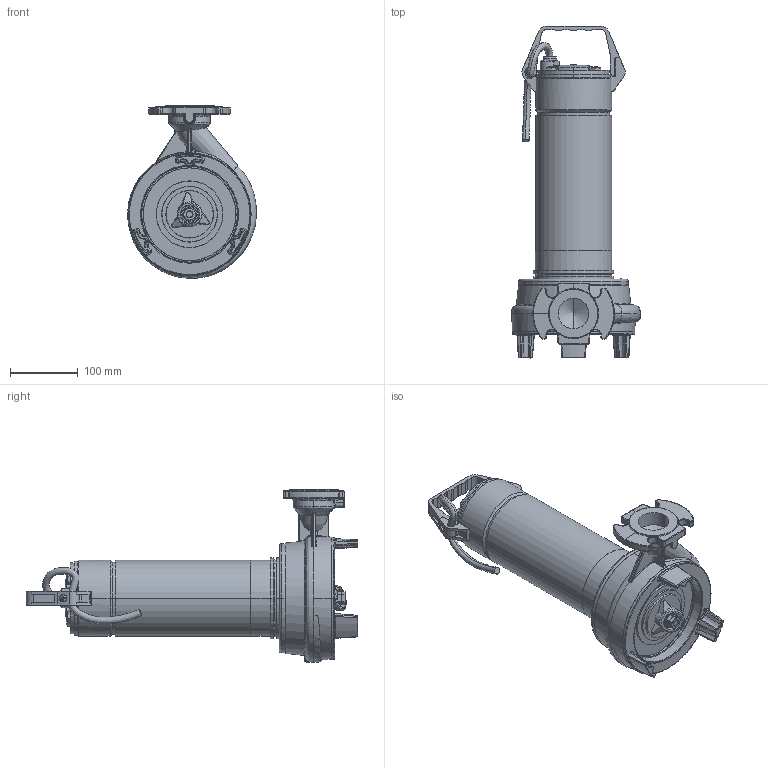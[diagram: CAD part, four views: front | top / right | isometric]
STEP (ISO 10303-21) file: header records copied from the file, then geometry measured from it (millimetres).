
FILE_DESCRIPTION (( 'STEP AP214' ), '1' );
FILE_NAME ('4_93_436_01_REV00.step', '2022-04-28T07:30:04', ( '' ), ( '' ), 'SwSTEP 2.0', 'SolidWorks 2020', '' );
FILE_SCHEMA (( 'AUTOMOTIVE_DESIGN' ));
Length unit declared in the file: millimetre
Products named in the file (3): Copia di Copia di Coperchio motore^4_93_436_01_REV00; 4_93_436_01_REV00; Copia di 151031^4_93_436_01_REV00
Assembly tree (2 placements, depth 2):
  4_93_436_01_REV00
    Copia di 151031^4_93_436_01_REV00
    Copia di Copia di Coperchio motore^4_93_436_01_REV00
Bounding box: 189.74 x 488.7 x 254.49 mm (x, y, z)
Volume: 5145153.4 mm3; surface area: 452956.4 mm2
Topology: 25 solids, 25 shells, 1377 faces, 3436 edges, 2125 vertices
Faces by surface type: plane 458, bspline 392, cylinder 318, cone 180, torus 15, sphere 14
Entity records: 159840 total; most frequent: CARTESIAN_POINT 130199, ORIENTED_EDGE 6808, DIRECTION 4817, EDGE_CURVE 3404, VERTEX_POINT 2123, AXIS2_PLACEMENT_3D 1788, EDGE_LOOP 1473, ADVANCED_FACE 1377
